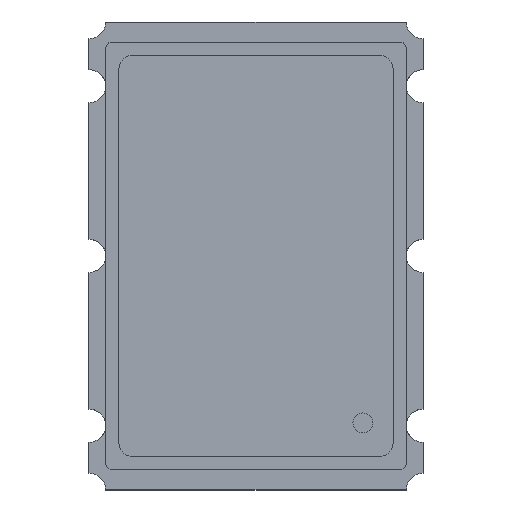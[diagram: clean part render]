
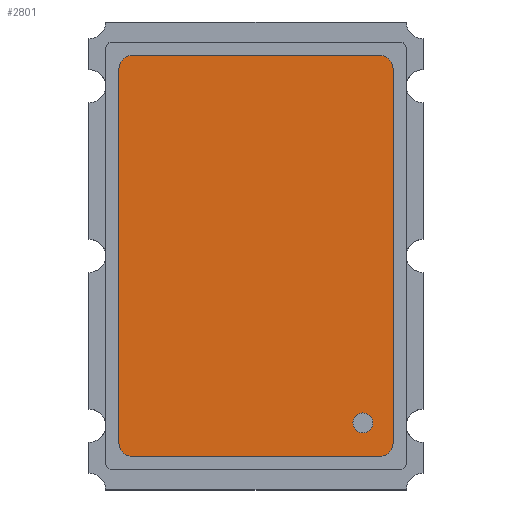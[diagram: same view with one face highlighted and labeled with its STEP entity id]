
A CAD part, top view. The second image highlights one B-rep face of the part: STEP entity #2801.
In plain terms, the highlighted planar face has unit normal (0, 0, 1).
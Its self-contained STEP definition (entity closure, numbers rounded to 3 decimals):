
#1050=DIRECTION('',(0.,1.,0.));
#1051=VECTOR('',#1050,5.6);
#1052=CARTESIAN_POINT('',(-2.05,-2.8,2.));
#1053=LINE('',#1052,#1051);
#1057=CARTESIAN_POINT('',(-1.85,2.8,2.));
#1058=DIRECTION('',(0.,0.,1.));
#1059=DIRECTION('',(0.,1.,0.));
#1060=AXIS2_PLACEMENT_3D('',#1057,#1058,#1059);
#1065=DIRECTION('',(1.,0.,0.));
#1066=VECTOR('',#1065,3.7);
#1067=CARTESIAN_POINT('',(-1.85,3.,2.));
#1068=LINE('',#1067,#1066);
#1072=CARTESIAN_POINT('',(1.85,2.8,2.));
#1073=DIRECTION('',(0.,0.,1.));
#1074=DIRECTION('',(1.,0.,0.));
#1075=AXIS2_PLACEMENT_3D('',#1072,#1073,#1074);
#1080=DIRECTION('',(0.,-1.,0.));
#1081=VECTOR('',#1080,5.6);
#1082=CARTESIAN_POINT('',(2.05,2.8,2.));
#1083=LINE('',#1082,#1081);
#1087=CARTESIAN_POINT('',(1.85,-2.8,2.));
#1088=DIRECTION('',(0.,0.,1.));
#1089=DIRECTION('',(0.,-1.,0.));
#1090=AXIS2_PLACEMENT_3D('',#1087,#1088,#1089);
#1095=DIRECTION('',(-1.,0.,0.));
#1096=VECTOR('',#1095,3.7);
#1097=CARTESIAN_POINT('',(1.85,-3.,2.));
#1098=LINE('',#1097,#1096);
#1102=CARTESIAN_POINT('',(-1.85,-2.8,2.));
#1103=DIRECTION('',(0.,0.,1.));
#1104=DIRECTION('',(-1.,0.,0.));
#1105=AXIS2_PLACEMENT_3D('',#1102,#1103,#1104);
#1110=CARTESIAN_POINT('',(1.6,-2.5,2.));
#1111=DIRECTION('',(0.,0.,1.));
#1112=DIRECTION('',(0.,1.,0.));
#1113=AXIS2_PLACEMENT_3D('',#1110,#1111,#1112);
#1118=CARTESIAN_POINT('',(1.6,-2.5,2.));
#1119=DIRECTION('',(0.,0.,1.));
#1120=DIRECTION('',(0.,-1.,0.));
#1121=AXIS2_PLACEMENT_3D('',#1118,#1119,#1120);
#1872=CARTESIAN_POINT('',(-2.05,-2.8,2.));
#1873=CARTESIAN_POINT('',(-2.05,2.8,2.));
#1874=VERTEX_POINT('',#1872);
#1875=VERTEX_POINT('',#1873);
#1876=CARTESIAN_POINT('',(-1.85,3.,2.));
#1877=VERTEX_POINT('',#1876);
#1878=CARTESIAN_POINT('',(1.85,3.,2.));
#1879=VERTEX_POINT('',#1878);
#1880=CARTESIAN_POINT('',(2.05,2.8,2.));
#1881=VERTEX_POINT('',#1880);
#1882=CARTESIAN_POINT('',(2.05,-2.8,2.));
#1883=VERTEX_POINT('',#1882);
#1884=CARTESIAN_POINT('',(1.85,-3.,2.));
#1885=VERTEX_POINT('',#1884);
#1886=CARTESIAN_POINT('',(-1.85,-3.,2.));
#1887=VERTEX_POINT('',#1886);
#2068=CARTESIAN_POINT('',(1.6,-2.35,2.));
#2069=CARTESIAN_POINT('',(1.6,-2.65,2.));
#2070=VERTEX_POINT('',#2068);
#2071=VERTEX_POINT('',#2069);
#2773=CARTESIAN_POINT('',(0.,0.,2.));
#2774=DIRECTION('',(0.,0.,1.));
#2775=DIRECTION('',(0.,1.,0.));
#2776=AXIS2_PLACEMENT_3D('',#2773,#2774,#2775);
#2777=PLANE('',#2776);
#2778=ORIENTED_EDGE('',*,*,#2763,.T.);
#2780=ORIENTED_EDGE('',*,*,#2779,.F.);
#2782=ORIENTED_EDGE('',*,*,#2781,.T.);
#2784=ORIENTED_EDGE('',*,*,#2783,.F.);
#2786=ORIENTED_EDGE('',*,*,#2785,.T.);
#2788=ORIENTED_EDGE('',*,*,#2787,.F.);
#2790=ORIENTED_EDGE('',*,*,#2789,.T.);
#2792=ORIENTED_EDGE('',*,*,#2791,.F.);
#2793=EDGE_LOOP('',(#2778,#2780,#2782,#2784,#2786,#2788,#2790,#2792));
#2794=FACE_OUTER_BOUND('',#2793,.F.);
#2796=ORIENTED_EDGE('',*,*,#2795,.T.);
#2798=ORIENTED_EDGE('',*,*,#2797,.T.);
#2799=EDGE_LOOP('',(#2796,#2798));
#2800=FACE_BOUND('',#2799,.F.);
#2801=ADVANCED_FACE('',(#2794,#2800),#2777,.T.);
#1061=CIRCLE('',#1060,0.2);
#1076=CIRCLE('',#1075,0.2);
#1091=CIRCLE('',#1090,0.2);
#1106=CIRCLE('',#1105,0.2);
#1114=CIRCLE('',#1113,0.15);
#1122=CIRCLE('',#1121,0.15);
#2763=EDGE_CURVE('',#1874,#1875,#1053,.T.);
#2779=EDGE_CURVE('',#1877,#1875,#1061,.T.);
#2781=EDGE_CURVE('',#1877,#1879,#1068,.T.);
#2783=EDGE_CURVE('',#1881,#1879,#1076,.T.);
#2785=EDGE_CURVE('',#1881,#1883,#1083,.T.);
#2787=EDGE_CURVE('',#1885,#1883,#1091,.T.);
#2789=EDGE_CURVE('',#1885,#1887,#1098,.T.);
#2791=EDGE_CURVE('',#1874,#1887,#1106,.T.);
#2795=EDGE_CURVE('',#2070,#2071,#1114,.T.);
#2797=EDGE_CURVE('',#2071,#2070,#1122,.T.);
